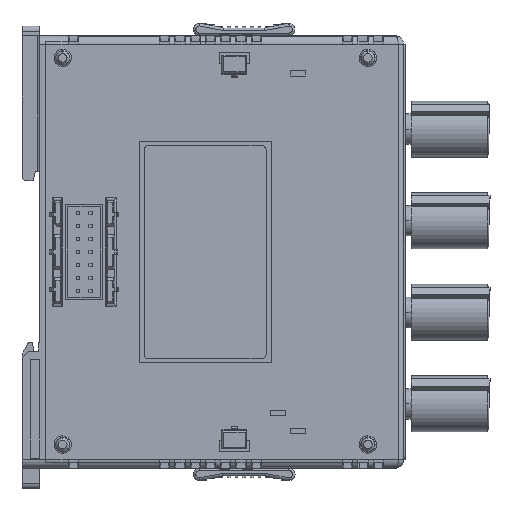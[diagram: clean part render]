
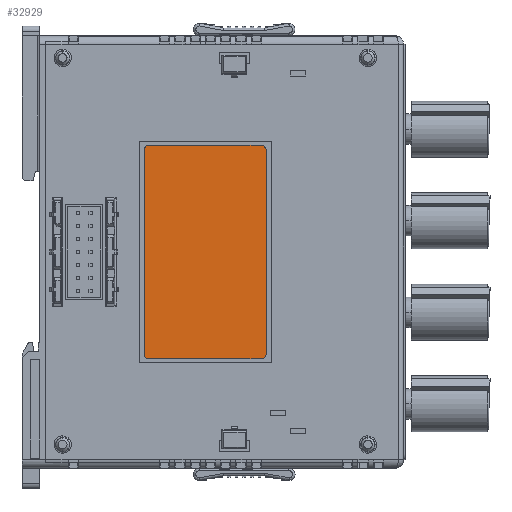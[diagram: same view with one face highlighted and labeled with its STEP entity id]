
A CAD part, left-side view. The second image highlights one B-rep face of the part: STEP entity #32929.
In plain terms, the highlighted face is planar.
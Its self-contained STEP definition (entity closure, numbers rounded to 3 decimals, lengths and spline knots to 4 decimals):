
#701 = AXIS2_PLACEMENT_3D ( 'NONE', #128406, #97273, #31497 ) ;
#1903 = CARTESIAN_POINT ( 'NONE',  ( 0.7244, -0.8268, -0.8228 ) ) ;
#3363 = CIRCLE ( 'NONE', #43999, 0.0394 ) ;
#5874 = LINE ( 'NONE', #51828, #61567 ) ;
#7432 = AXIS2_PLACEMENT_3D ( 'NONE', #137044, #95291, #83986 ) ;
#9608 = CARTESIAN_POINT ( 'NONE',  ( 0.7244, 0.7874, -0.8228 ) ) ;
#10635 = EDGE_CURVE ( 'NONE', #98141, #84988, #20051, .T. ) ;
#14497 = EDGE_CURVE ( 'NONE', #94296, #32568, #5874, .T. ) ;
#20051 = CIRCLE ( 'NONE', #35791, 0.0394 ) ;
#23794 = EDGE_CURVE ( 'NONE', #94296, #60524, #68404, .T. ) ;
#24811 = CARTESIAN_POINT ( 'NONE',  ( 0.7244, 0.7874, 0.0827 ) ) ;
#27915 = LINE ( 'NONE', #94369, #124371 ) ;
#30651 = DIRECTION ( 'NONE',  ( 0., 1., 0. ) ) ;
#31497 = DIRECTION ( 'NONE',  ( 0., -1., 0. ) ) ;
#32568 = VERTEX_POINT ( 'NONE', #1903 ) ;
#32929 = ADVANCED_FACE ( 'NONE', ( #75354 ), #44225, .T. ) ;
#34415 = VECTOR ( 'NONE', #125568, 39.3701 ) ;
#35791 = AXIS2_PLACEMENT_3D ( 'NONE', #9608, #95901, #139756 ) ;
#39987 = LINE ( 'NONE', #82433, #34415 ) ;
#41443 = ORIENTED_EDGE ( 'NONE', *, *, #91142, .T. ) ;
#41674 = LINE ( 'NONE', #84820, #64392 ) ;
#42070 = CARTESIAN_POINT ( 'NONE',  ( 0.7244, 0.8268, 0.0433 ) ) ;
#43999 = AXIS2_PLACEMENT_3D ( 'NONE', #69790, #134845, #30651 ) ;
#44225 = PLANE ( 'NONE',  #701 ) ;
#51828 = CARTESIAN_POINT ( 'NONE',  ( 0.7244, -0.8268, 0.0827 ) ) ;
#52972 = DIRECTION ( 'NONE',  ( -1., 0., 0. ) ) ;
#55881 = CIRCLE ( 'NONE', #60421, 0.0394 ) ;
#58951 = CARTESIAN_POINT ( 'NONE',  ( 0.7244, -0.7874, -0.8622 ) ) ;
#60421 = AXIS2_PLACEMENT_3D ( 'NONE', #119417, #52972, #64967 ) ;
#60524 = VERTEX_POINT ( 'NONE', #134457 ) ;
#61212 = ORIENTED_EDGE ( 'NONE', *, *, #68023, .T. ) ;
#61567 = VECTOR ( 'NONE', #82962, 39.3701 ) ;
#64392 = VECTOR ( 'NONE', #74204, 39.3701 ) ;
#64967 = DIRECTION ( 'NONE',  ( 0., 1., 0. ) ) ;
#68023 = EDGE_CURVE ( 'NONE', #87771, #98141, #41674, .T. ) ;
#68404 = CIRCLE ( 'NONE', #7432, 0.0394 ) ;
#68778 = ORIENTED_EDGE ( 'NONE', *, *, #14497, .T. ) ;
#69790 = CARTESIAN_POINT ( 'NONE',  ( 0.7244, 0.7874, 0.0433 ) ) ;
#72481 = ORIENTED_EDGE ( 'NONE', *, *, #129302, .F. ) ;
#74204 = DIRECTION ( 'NONE',  ( 0., 1., 0. ) ) ;
#75354 = FACE_OUTER_BOUND ( 'NONE', #130329, .T. ) ;
#76582 = ORIENTED_EDGE ( 'NONE', *, *, #126488, .F. ) ;
#77677 = EDGE_CURVE ( 'NONE', #103472, #60524, #27915, .T. ) ;
#82433 = CARTESIAN_POINT ( 'NONE',  ( 0.7244, 0.8268, 0.0827 ) ) ;
#82962 = DIRECTION ( 'NONE',  ( 0., 0., -1. ) ) ;
#83073 = DIRECTION ( 'NONE',  ( 0., -1., 0. ) ) ;
#83986 = DIRECTION ( 'NONE',  ( 0., 1., 0. ) ) ;
#84820 = CARTESIAN_POINT ( 'NONE',  ( 0.7244, -0.8268, -0.8622 ) ) ;
#84988 = VERTEX_POINT ( 'NONE', #124978 ) ;
#87771 = VERTEX_POINT ( 'NONE', #58951 ) ;
#91142 = EDGE_CURVE ( 'NONE', #84988, #122714, #39987, .T. ) ;
#94296 = VERTEX_POINT ( 'NONE', #94670 ) ;
#94369 = CARTESIAN_POINT ( 'NONE',  ( 0.7244, -0.8268, 0.0827 ) ) ;
#94670 = CARTESIAN_POINT ( 'NONE',  ( 0.7244, -0.8268, 0.0433 ) ) ;
#95291 = DIRECTION ( 'NONE',  ( -1., 0., 0. ) ) ;
#95901 = DIRECTION ( 'NONE',  ( 1., 0., 0. ) ) ;
#97273 = DIRECTION ( 'NONE',  ( 1., 0., 0. ) ) ;
#98141 = VERTEX_POINT ( 'NONE', #107133 ) ;
#103472 = VERTEX_POINT ( 'NONE', #24811 ) ;
#107133 = CARTESIAN_POINT ( 'NONE',  ( 0.7244, 0.7874, -0.8622 ) ) ;
#119417 = CARTESIAN_POINT ( 'NONE',  ( 0.7244, -0.7874, -0.8228 ) ) ;
#122714 = VERTEX_POINT ( 'NONE', #42070 ) ;
#124371 = VECTOR ( 'NONE', #83073, 39.3701 ) ;
#124978 = CARTESIAN_POINT ( 'NONE',  ( 0.7244, 0.8268, -0.8228 ) ) ;
#125568 = DIRECTION ( 'NONE',  ( 0., 0., 1. ) ) ;
#125989 = ORIENTED_EDGE ( 'NONE', *, *, #23794, .F. ) ;
#126488 = EDGE_CURVE ( 'NONE', #103472, #122714, #3363, .T. ) ;
#128406 = CARTESIAN_POINT ( 'NONE',  ( 0.7244, -0.8268, -0.8622 ) ) ;
#129302 = EDGE_CURVE ( 'NONE', #87771, #32568, #55881, .T. ) ;
#130329 = EDGE_LOOP ( 'NONE', ( #68778, #72481, #61212, #133123, #41443, #76582, #134011, #125989 ) ) ;
#133123 = ORIENTED_EDGE ( 'NONE', *, *, #10635, .T. ) ;
#134011 = ORIENTED_EDGE ( 'NONE', *, *, #77677, .T. ) ;
#134457 = CARTESIAN_POINT ( 'NONE',  ( 0.7244, -0.7874, 0.0827 ) ) ;
#134845 = DIRECTION ( 'NONE',  ( -1., 0., 0. ) ) ;
#137044 = CARTESIAN_POINT ( 'NONE',  ( 0.7244, -0.7874, 0.0433 ) ) ;
#139756 = DIRECTION ( 'NONE',  ( 0., 1., 0. ) ) ;
